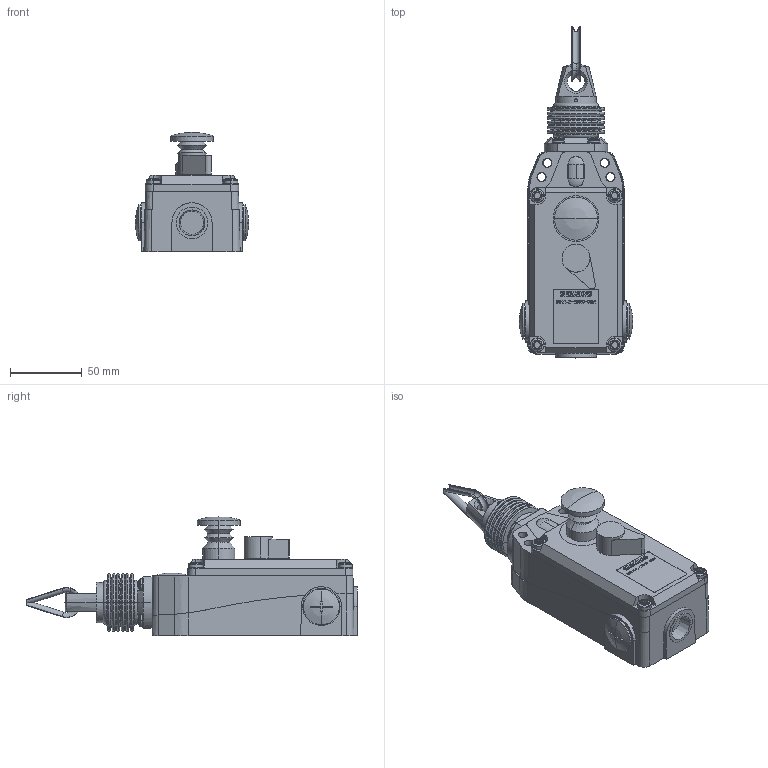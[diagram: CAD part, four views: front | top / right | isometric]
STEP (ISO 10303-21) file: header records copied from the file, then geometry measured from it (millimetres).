
FILE_DESCRIPTION(('STEP AP214'),'1');
FILE_NAME('cctmp_56908EAC-34D3-4D64-B539-B47CD7310150_2023_07_21_12_49_16_0410..stp','2023-07-21T10:49:17',('SIEMENS A&D'),('CADClick - www.CADClick.com'),'Spatial InterOp 3D postprocessed',' ','unknown authorization');
FILE_SCHEMA(('AUTOMOTIVE_DESIGN'));
Length unit declared in the file: millimetre
Products named in the file (3): cc_unnamed; 2023_07_21_12_49_16_0358; 2023_07_21_12_49_16_0354
Assembly tree (2 placements, depth 2):
  cc_unnamed
    2023_07_21_12_49_16_0358
    2023_07_21_12_49_16_0354
Bounding box: 78.98 x 231.32 x 83 mm (x, y, z)
Volume: 515076.4 mm3; surface area: 64154.1 mm2
Topology: 2 solids, 10 shells, 1165 faces, 3029 edges, 1948 vertices
Faces by surface type: plane 705, cylinder 264, torus 108, cone 78, sphere 10
Entity records: 39462 total; most frequent: CARTESIAN_POINT 6597, DIRECTION 6237, ORIENTED_EDGE 6046, EDGE_CURVE 3023, AXIS2_PLACEMENT_3D 2094, LINE 2049, VECTOR 2049, VERTEX_POINT 1948
